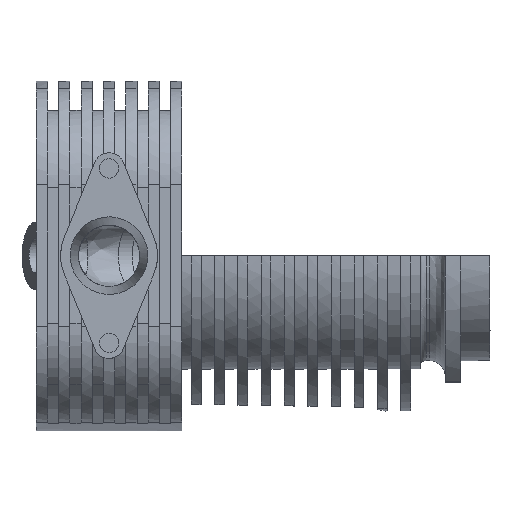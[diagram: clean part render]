
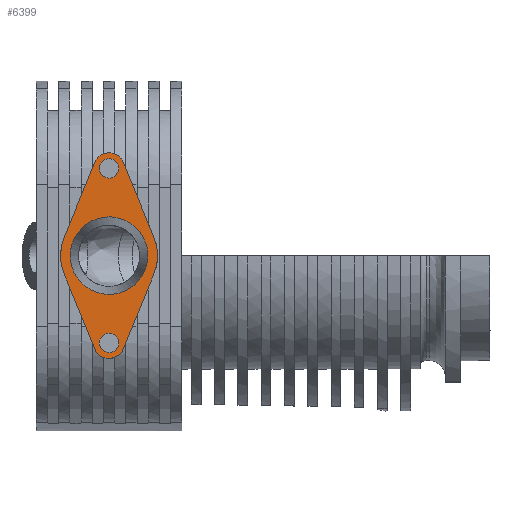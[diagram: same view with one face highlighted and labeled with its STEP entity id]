
A CAD part, top view. The second image highlights one B-rep face of the part: STEP entity #6399.
In plain terms, the highlighted free-form (B-spline) face has degree [1, 1] with [2, 2] control points.
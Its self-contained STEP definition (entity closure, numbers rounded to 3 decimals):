
#5292=CARTESIAN_POINT('POINT257',(-261.5,
   20.,88.));
#5293=VERTEX_POINT('VERTEX257',#5292);
#5299=(BOUNDED_CURVE() B_SPLINE_CURVE(2,(#5300,#5301,#5302,#5303,#5304,
   #5305,#5306),.UNSPECIFIED.,.T.,.F.) B_SPLINE_CURVE_WITH_KNOTS((3,2,2,
   3),(0.,0.333,0.667,1.),
   .UNSPECIFIED.) CURVE() GEOMETRIC_REPRESENTATION_ITEM() 
   RATIONAL_B_SPLINE_CURVE((1.,0.5,1.,0.5,1.
   ,0.5,1.)) REPRESENTATION_ITEM('SPLINE_CRV385'));
#5300=CARTESIAN_POINT('',(-261.5,20.,
   88.));
#5301=CARTESIAN_POINT('',(-296.141,20.,
   88.));
#5302=CARTESIAN_POINT('',(-278.821,-10.,
   88.));
#5303=CARTESIAN_POINT('',(-261.5,-40.,
   88.));
#5304=CARTESIAN_POINT('',(-244.179,-10.,
   88.));
#5305=CARTESIAN_POINT('',(-226.859,20.,
   88.));
#5306=CARTESIAN_POINT('',(-261.5,20.,
   88.));
#5307=EDGE_CURVE('EDGE385',#5293,#5293,#5299,.T.);
#5328=CARTESIAN_POINT('POINT258',(-261.5,
   50.,88.));
#5329=VERTEX_POINT('VERTEX258',#5328);
#5330=(BOUNDED_CURVE() B_SPLINE_CURVE(2,(#5331,#5332,#5333,#5334,#5335,
   #5336,#5337),.UNSPECIFIED.,.T.,.F.) B_SPLINE_CURVE_WITH_KNOTS((3,2,2,
   3),(0.,0.333,0.667,1.),
   .UNSPECIFIED.) CURVE() GEOMETRIC_REPRESENTATION_ITEM() 
   RATIONAL_B_SPLINE_CURVE((1.,0.5,1.,0.5,1.
   ,0.5,1.)) REPRESENTATION_ITEM('SPLINE_CRV386'));
#5331=CARTESIAN_POINT('',(-261.5,50.,
   88.));
#5332=CARTESIAN_POINT('',(-270.16,50.,
   88.));
#5333=CARTESIAN_POINT('',(-265.83,42.5,
   88.));
#5334=CARTESIAN_POINT('',(-261.5,35.,
   88.));
#5335=CARTESIAN_POINT('',(-257.17,42.5,
   88.));
#5336=CARTESIAN_POINT('',(-252.84,50.,
   88.));
#5337=CARTESIAN_POINT('',(-261.5,50.,
   88.));
#5338=EDGE_CURVE('EDGE386',#5329,#5329,#5330,.T.);
#5365=CARTESIAN_POINT('POINT259',(-261.5,
   -40.,88.));
#5366=VERTEX_POINT('VERTEX259',#5365);
#5367=(BOUNDED_CURVE() B_SPLINE_CURVE(2,(#5368,#5369,#5370,#5371,#5372,
   #5373,#5374),.UNSPECIFIED.,.T.,.F.) B_SPLINE_CURVE_WITH_KNOTS((3,2,2,
   3),(0.,0.333,0.667,1.),
   .UNSPECIFIED.) CURVE() GEOMETRIC_REPRESENTATION_ITEM() 
   RATIONAL_B_SPLINE_CURVE((1.,0.5,1.,0.5,1.
   ,0.5,1.)) REPRESENTATION_ITEM('SPLINE_CRV388'));
#5368=CARTESIAN_POINT('',(-261.5,-40.,
   88.));
#5369=CARTESIAN_POINT('',(-270.16,-40.,
   88.));
#5370=CARTESIAN_POINT('',(-265.83,-47.5,
   88.));
#5371=CARTESIAN_POINT('',(-261.5,-55.,
   88.));
#5372=CARTESIAN_POINT('',(-257.17,-47.5,
   88.));
#5373=CARTESIAN_POINT('',(-252.84,-40.,
   88.));
#5374=CARTESIAN_POINT('',(-261.5,-40.,
   88.));
#5375=EDGE_CURVE('EDGE388',#5366,#5366,#5367,.T.);
#5774=CARTESIAN_POINT('POINT290',(-268.907,
   48.022,88.));
#5775=VERTEX_POINT('VERTEX290',#5774);
#5781=CARTESIAN_POINT('POINT291',(-254.093,
   48.022,88.));
#5782=VERTEX_POINT('VERTEX291',#5781);
#5783=(BOUNDED_CURVE() B_SPLINE_CURVE(2,(#5784,#5785,#5786,#5787,#5788),
   .UNSPECIFIED.,.F.,.F.) B_SPLINE_CURVE_WITH_KNOTS((3,2,3),(0.,
   0.5,1.),.UNSPECIFIED.) CURVE() 
   GEOMETRIC_REPRESENTATION_ITEM() RATIONAL_B_SPLINE_CURVE((1.,
   0.83,1.,0.83,1.)) 
   REPRESENTATION_ITEM('SPLINE_CRV427'));
#5784=CARTESIAN_POINT('',(-254.093,48.022,
   88.));
#5785=CARTESIAN_POINT('',(-256.124,53.,
   88.));
#5786=CARTESIAN_POINT('',(-261.5,53.,
   88.));
#5787=CARTESIAN_POINT('',(-266.876,53.,
   88.));
#5788=CARTESIAN_POINT('',(-268.907,48.022,
   88.));
#5789=EDGE_CURVE('EDGE427',#5782,#5775,#5783,.T.);
#6330=ORIENTED_EDGE('COEDGE880',*,*,#5789,.T.);
#6331=CARTESIAN_POINT('POINT325',(-284.647,
   9.444,88.));
#6332=VERTEX_POINT('VERTEX325',#6331);
#6333=B_SPLINE_CURVE_WITH_KNOTS('SPLINE_CRV474',1,(#6334,#6335),
   .UNSPECIFIED.,.F.,.F.,(2,2),(0.,1.),.UNSPECIFIED.);
#6334=CARTESIAN_POINT('',(-268.907,48.022,
   88.));
#6335=CARTESIAN_POINT('',(-284.647,9.444,
   88.));
#6336=EDGE_CURVE('EDGE474',#5775,#6332,#6333,.T.);
#6337=ORIENTED_EDGE('COEDGE881',*,*,#6336,.T.);
#6338=CARTESIAN_POINT('POINT326',(-284.647,
   -9.445,88.));
#6339=VERTEX_POINT('VERTEX326',#6338);
#6340=(BOUNDED_CURVE() B_SPLINE_CURVE(2,(#6341,#6342,#6343),
   .UNSPECIFIED.,.F.,.F.) B_SPLINE_CURVE_WITH_KNOTS((3,3),(0.,
   1.),.UNSPECIFIED.) CURVE() GEOMETRIC_REPRESENTATION_ITEM() 
   RATIONAL_B_SPLINE_CURVE((1.,0.926,1.)) 
   REPRESENTATION_ITEM('SPLINE_CRV475'));
#6341=CARTESIAN_POINT('',(-284.647,9.444,
   88.));
#6342=CARTESIAN_POINT('',(-288.501,0.,
   88.));
#6343=CARTESIAN_POINT('',(-284.647,-9.445,
   88.));
#6344=EDGE_CURVE('EDGE475',#6332,#6339,#6340,.T.);
#6345=ORIENTED_EDGE('COEDGE882',*,*,#6344,.T.);
#6346=CARTESIAN_POINT('POINT327',(-268.907,
   -48.022,88.));
#6347=VERTEX_POINT('VERTEX327',#6346);
#6348=B_SPLINE_CURVE_WITH_KNOTS('SPLINE_CRV476',1,(#6349,#6350),
   .UNSPECIFIED.,.F.,.F.,(2,2),(0.,1.),.UNSPECIFIED.);
#6349=CARTESIAN_POINT('',(-284.647,-9.445,
   88.));
#6350=CARTESIAN_POINT('',(-268.907,-48.022,
   88.));
#6351=EDGE_CURVE('EDGE476',#6339,#6347,#6348,.T.);
#6352=ORIENTED_EDGE('COEDGE883',*,*,#6351,.T.);
#6353=CARTESIAN_POINT('POINT328',(-254.093,
   -48.022,88.));
#6354=VERTEX_POINT('VERTEX328',#6353);
#6355=(BOUNDED_CURVE() B_SPLINE_CURVE(2,(#6356,#6357,#6358,#6359,#6360),
   .UNSPECIFIED.,.F.,.F.) B_SPLINE_CURVE_WITH_KNOTS((3,2,3),(0.,
   0.5,1.),.UNSPECIFIED.) CURVE() 
   GEOMETRIC_REPRESENTATION_ITEM() RATIONAL_B_SPLINE_CURVE((1.,
   0.83,1.,0.83,1.)) 
   REPRESENTATION_ITEM('SPLINE_CRV477'));
#6356=CARTESIAN_POINT('',(-268.907,-48.022,
   88.));
#6357=CARTESIAN_POINT('',(-266.876,-53.,
   88.));
#6358=CARTESIAN_POINT('',(-261.5,-53.,
   88.));
#6359=CARTESIAN_POINT('',(-256.124,-53.,
   88.));
#6360=CARTESIAN_POINT('',(-254.093,-48.022,
   88.));
#6361=EDGE_CURVE('EDGE477',#6347,#6354,#6355,.T.);
#6362=ORIENTED_EDGE('COEDGE884',*,*,#6361,.T.);
#6363=CARTESIAN_POINT('POINT329',(-238.353,
   -9.445,88.));
#6364=VERTEX_POINT('VERTEX329',#6363);
#6365=B_SPLINE_CURVE_WITH_KNOTS('SPLINE_CRV478',1,(#6366,#6367),
   .UNSPECIFIED.,.F.,.F.,(2,2),(0.,1.),.UNSPECIFIED.);
#6366=CARTESIAN_POINT('',(-254.093,-48.022,
   88.));
#6367=CARTESIAN_POINT('',(-238.353,-9.445,
   88.));
#6368=EDGE_CURVE('EDGE478',#6354,#6364,#6365,.T.);
#6369=ORIENTED_EDGE('COEDGE885',*,*,#6368,.T.);
#6370=CARTESIAN_POINT('POINT330',(-238.353,
   9.444,88.));
#6371=VERTEX_POINT('VERTEX330',#6370);
#6372=(BOUNDED_CURVE() B_SPLINE_CURVE(2,(#6373,#6374,#6375),
   .UNSPECIFIED.,.F.,.F.) B_SPLINE_CURVE_WITH_KNOTS((3,3),(0.,
   1.),.UNSPECIFIED.) CURVE() GEOMETRIC_REPRESENTATION_ITEM() 
   RATIONAL_B_SPLINE_CURVE((1.,0.926,1.)) 
   REPRESENTATION_ITEM('SPLINE_CRV479'));
#6373=CARTESIAN_POINT('',(-238.353,-9.445,
   88.));
#6374=CARTESIAN_POINT('',(-234.499,0.,
   88.));
#6375=CARTESIAN_POINT('',(-238.353,9.444,
   88.));
#6376=EDGE_CURVE('EDGE479',#6364,#6371,#6372,.T.);
#6377=ORIENTED_EDGE('COEDGE886',*,*,#6376,.T.);
#6378=B_SPLINE_CURVE_WITH_KNOTS('SPLINE_CRV480',1,(#6379,#6380),
   .UNSPECIFIED.,.F.,.F.,(2,2),(0.,1.),.UNSPECIFIED.);
#6379=CARTESIAN_POINT('',(-238.353,9.444,
   88.));
#6380=CARTESIAN_POINT('',(-254.093,48.022,
   88.));
#6381=EDGE_CURVE('EDGE480',#6371,#5782,#6378,.T.);
#6382=ORIENTED_EDGE('COEDGE887',*,*,#6381,.T.);
#6383=EDGE_LOOP('NONE',(#6330,#6337,#6345,#6352,#6362,#6369,#6377,#6382)
   );
#6384=FACE_BOUND('LOOP1',#6383,.T.);
#6385=ORIENTED_EDGE('COEDGE888',*,*,#5375,.F.);
#6386=EDGE_LOOP('NONE',(#6385));
#6387=FACE_BOUND('LOOP1',#6386,.T.);
#6388=ORIENTED_EDGE('COEDGE889',*,*,#5338,.F.);
#6389=EDGE_LOOP('NONE',(#6388));
#6390=FACE_BOUND('LOOP1',#6389,.T.);
#6391=ORIENTED_EDGE('COEDGE890',*,*,#5307,.F.);
#6392=EDGE_LOOP('NONE',(#6391));
#6393=FACE_BOUND('LOOP1',#6392,.T.);
#6394=B_SPLINE_SURFACE_WITH_KNOTS('SPLINE_SURF160',1,1,((#6395,#6396),(
   #6397,#6398)),.UNSPECIFIED.,.F.,.F.,.U.,(2,2),(2,2),(0.,
   2.12),(0.,1.),.UNSPECIFIED.);
#6395=CARTESIAN_POINT('',(-287.75,-55.65,
   88.));
#6396=CARTESIAN_POINT('',(-235.25,-55.65,
   88.));
#6397=CARTESIAN_POINT('',(-287.75,55.65,
   88.));
#6398=CARTESIAN_POINT('',(-235.25,55.65,
   88.));
#6399=ADVANCED_FACE('FACE160',(#6384,#6387,#6390,#6393),#6394,.F.);
